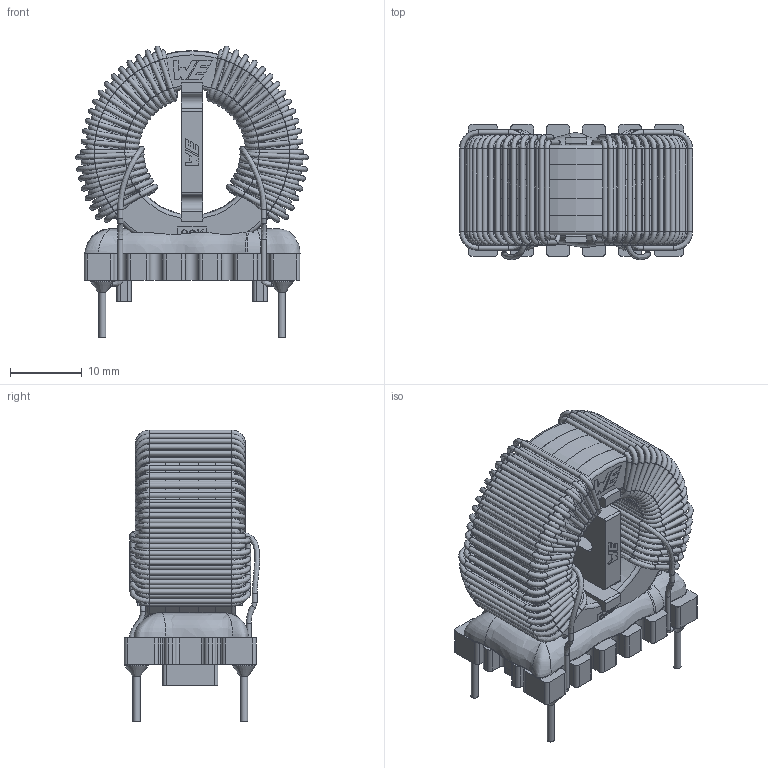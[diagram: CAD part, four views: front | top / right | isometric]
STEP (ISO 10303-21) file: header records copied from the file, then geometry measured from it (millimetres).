
FILE_DESCRIPTION(/* description */ ('Unknown'),/* implementation_level */ '2;1');
FILE_NAME(/* name */ '7448050490',/* time_stamp */ '2023-12-05T10:09:44+01:00',/* author */ ('Unknown'),/* organization */ ('Unknown'),/* preprocessor_version */ 'ST-DEVELOPER v16.7',/* originating_system */ 'Solid Edge',/* authorisation */ 'Unknown');
FILE_SCHEMA (('AUTOMOTIVE_DESIGN {1 0 10303 214 3 1 1}'));
Length unit declared in the file: millimetre
Products named in the file (12): 7448050490; base plate XL; Solderpoint; turns; spacer XL; Glue; Case_XL; CASE-T2520-A; CORE-252010; CASE-T2520-B; PRT0001; tesaXL
Assembly tree (11 placements, depth 3):
  7448050490
    base plate XL
    Solderpoint
    turns
    spacer XL
    Glue
    Case_XL
      CASE-T2520-A
      CORE-252010
      CASE-T2520-B
      PRT0001
    tesaXL
Bounding box: 32.49 x 18.88 x 40.66 mm (x, y, z)
Volume: 9179.2 mm3; surface area: 21401.4 mm2
Topology: 12 solids, 13 shells, 1320 faces, 2993 edges, 1728 vertices
Faces by surface type: cylinder 499, plane 352, bspline 261, torus 191, cone 17
Full cylindrical faces by diameter (mm): 0.7 x402, 1 x4, 17.6 x1, 19.4 x2, 20 x1, 25 x1, 25.6 x2, 28.2 x1, 28.23 x1, 28.31 x1
Entity records: 90659 total; most frequent: CARTESIAN_POINT 58000, DIRECTION 5209, ORIENTED_EDGE 4172, EDGE_LOOP 2216, FACE_BOUND 2216, AXIS2_PLACEMENT_3D 2142, EDGE_CURVE 2086, VERTEX_POINT 1680
